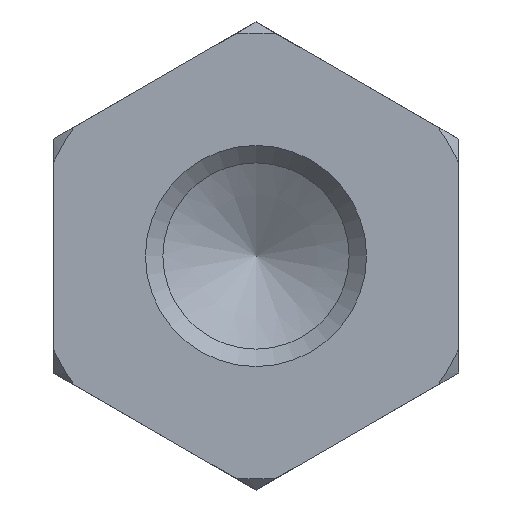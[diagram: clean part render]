
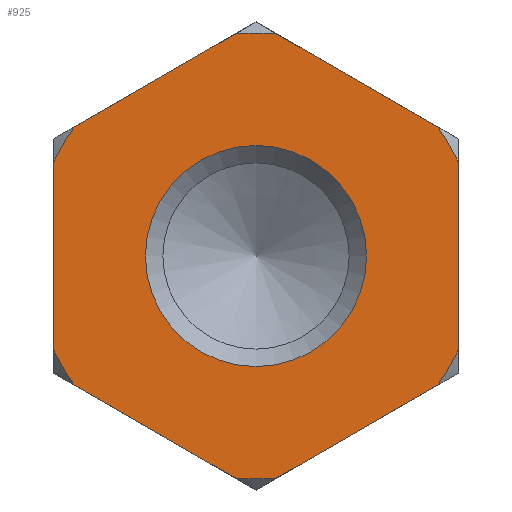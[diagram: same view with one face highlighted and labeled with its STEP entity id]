
A CAD part, front view. The second image highlights one B-rep face of the part: STEP entity #925.
In plain terms, the highlighted planar face has unit normal (0, -1, 0).
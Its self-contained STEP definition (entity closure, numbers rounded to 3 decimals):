
#925 = ADVANCED_FACE( '', ( #1856, #1857 ), #1858, .F. );
#1856 = FACE_BOUND( '', #2789, .T. );
#1857 = FACE_OUTER_BOUND( '', #2790, .T. );
#1858 = PLANE( '', #2791 );
#2789 = EDGE_LOOP( '', ( #5548 ) );
#2790 = EDGE_LOOP( '', ( #5549, #5550, #5551, #5552, #5553, #5554, #5555, #5556, #5557, #5558, #5559, #5560 ) );
#2791 = AXIS2_PLACEMENT_3D( '', #5561, #5562, #5563 );
#5548 = ORIENTED_EDGE( '', *, *, #6712, .F. );
#5549 = ORIENTED_EDGE( '', *, *, #6541, .F. );
#5550 = ORIENTED_EDGE( '', *, *, #6064, .T. );
#5551 = ORIENTED_EDGE( '', *, *, #5887, .F. );
#5552 = ORIENTED_EDGE( '', *, *, #6638, .T. );
#5553 = ORIENTED_EDGE( '', *, *, #5745, .F. );
#5554 = ORIENTED_EDGE( '', *, *, #6681, .T. );
#5555 = ORIENTED_EDGE( '', *, *, #6206, .F. );
#5556 = ORIENTED_EDGE( '', *, *, #6649, .T. );
#5557 = ORIENTED_EDGE( '', *, *, #6513, .F. );
#5558 = ORIENTED_EDGE( '', *, *, #6505, .T. );
#5559 = ORIENTED_EDGE( '', *, *, #6400, .F. );
#5560 = ORIENTED_EDGE( '', *, *, #5796, .T. );
#5561 = CARTESIAN_POINT( '', ( 12.1, 0., 0. ) );
#5562 = DIRECTION( '', ( 0., 1., 0. ) );
#5563 = DIRECTION( '', ( 0., 0., 1. ) );
#5745 = EDGE_CURVE( '', #6926, #6928, #6929, .T. );
#5796 = EDGE_CURVE( '', #7017, #7014, #7018, .T. );
#5887 = EDGE_CURVE( '', #7168, #7170, #7171, .T. );
#6064 = EDGE_CURVE( '', #7458, #7170, #7460, .T. );
#6206 = EDGE_CURVE( '', #7669, #7671, #7672, .T. );
#6400 = EDGE_CURVE( '', #7017, #7937, #7938, .T. );
#6505 = EDGE_CURVE( '', #8068, #7937, #8070, .T. );
#6513 = EDGE_CURVE( '', #8068, #8078, #8079, .T. );
#6541 = EDGE_CURVE( '', #7458, #7014, #8111, .T. );
#6638 = EDGE_CURVE( '', #7168, #6928, #8220, .T. );
#6649 = EDGE_CURVE( '', #7669, #8078, #8230, .T. );
#6681 = EDGE_CURVE( '', #6926, #7671, #8262, .T. );
#6712 = EDGE_CURVE( '', #8293, #8293, #8294, .T. );
#6926 = VERTEX_POINT( '', #8590 );
#6928 = VERTEX_POINT( '', #8595 );
#6929 = LINE( '', #8596, #8597 );
#7014 = VERTEX_POINT( '', #8724 );
#7017 = VERTEX_POINT( '', #8730 );
#7018 = CIRCLE( '', #8731, 12.1 );
#7168 = VERTEX_POINT( '', #8949 );
#7170 = VERTEX_POINT( '', #8954 );
#7171 = LINE( '', #8955, #8956 );
#7458 = VERTEX_POINT( '', #9369 );
#7460 = CIRCLE( '', #9374, 12.1 );
#7669 = VERTEX_POINT( '', #9690 );
#7671 = VERTEX_POINT( '', #9695 );
#7672 = LINE( '', #9696, #9697 );
#7937 = VERTEX_POINT( '', #10097 );
#7938 = LINE( '', #10098, #10099 );
#8068 = VERTEX_POINT( '', #10263 );
#8070 = CIRCLE( '', #10268, 12.1 );
#8078 = VERTEX_POINT( '', #10278 );
#8079 = LINE( '', #10279, #10280 );
#8111 = LINE( '', #10334, #10335 );
#8220 = CIRCLE( '', #10505, 12.1 );
#8230 = CIRCLE( '', #10516, 12.1 );
#8262 = CIRCLE( '', #10555, 12.1 );
#8293 = VERTEX_POINT( '', #10592 );
#8294 = CIRCLE( '', #10593, 6. );
#8590 = CARTESIAN_POINT( '', ( 9.865, 0., -7.006 ) );
#8595 = CARTESIAN_POINT( '', ( 1.135, 0., -12.047 ) );
#8596 = CARTESIAN_POINT( '', ( 14.575, 0., -4.287 ) );
#8597 = VECTOR( '', #10703, 1000. );
#8724 = CARTESIAN_POINT( '', ( -11., 0., 5.041 ) );
#8730 = CARTESIAN_POINT( '', ( -9.865, 0., 7.006 ) );
#8731 = AXIS2_PLACEMENT_3D( '', #10743, #10744, #10745 );
#8949 = CARTESIAN_POINT( '', ( -1.135, 0., -12.047 ) );
#8954 = CARTESIAN_POINT( '', ( -9.865, 0., -7.006 ) );
#8955 = CARTESIAN_POINT( '', ( 3.575, 0., -14.766 ) );
#8956 = VECTOR( '', #10835, 1000. );
#9369 = CARTESIAN_POINT( '', ( -11., 0., -5.041 ) );
#9374 = AXIS2_PLACEMENT_3D( '', #11019, #11020, #11021 );
#9690 = CARTESIAN_POINT( '', ( 11., 0., 5.041 ) );
#9695 = CARTESIAN_POINT( '', ( 11., 0., -5.041 ) );
#9696 = CARTESIAN_POINT( '', ( 11., 0., 0. ) );
#9697 = VECTOR( '', #11161, 1000. );
#10097 = CARTESIAN_POINT( '', ( -1.135, 0., 12.047 ) );
#10098 = CARTESIAN_POINT( '', ( 3.575, 0., 14.766 ) );
#10099 = VECTOR( '', #11343, 1000. );
#10263 = CARTESIAN_POINT( '', ( 1.135, 0., 12.047 ) );
#10268 = AXIS2_PLACEMENT_3D( '', #11511, #11512, #11513 );
#10278 = CARTESIAN_POINT( '', ( 9.865, 0., 7.006 ) );
#10279 = CARTESIAN_POINT( '', ( 14.575, 0., 4.287 ) );
#10280 = VECTOR( '', #11516, 1000. );
#10334 = CARTESIAN_POINT( '', ( -11., 0., 0. ) );
#10335 = VECTOR( '', #11533, 1000. );
#10505 = AXIS2_PLACEMENT_3D( '', #11595, #11596, #11597 );
#10516 = AXIS2_PLACEMENT_3D( '', #11599, #11600, #11601 );
#10555 = AXIS2_PLACEMENT_3D( '', #11609, #11610, #11611 );
#10592 = CARTESIAN_POINT( '', ( 0., 0., -6. ) );
#10593 = AXIS2_PLACEMENT_3D( '', #11618, #11619, #11620 );
#10703 = DIRECTION( '', ( -0.866, 0., -0.5 ) );
#10743 = CARTESIAN_POINT( '', ( 0., 0., 0. ) );
#10744 = DIRECTION( '', ( 0., -1., 0. ) );
#10745 = DIRECTION( '', ( 0., 0., -1. ) );
#10835 = DIRECTION( '', ( -0.866, 0., 0.5 ) );
#11019 = CARTESIAN_POINT( '', ( 0., 0., 0. ) );
#11020 = DIRECTION( '', ( 0., -1., 0. ) );
#11021 = DIRECTION( '', ( 0., 0., -1. ) );
#11161 = DIRECTION( '', ( 0., 0., -1. ) );
#11343 = DIRECTION( '', ( 0.866, 0., 0.5 ) );
#11511 = CARTESIAN_POINT( '', ( 0., 0., 0. ) );
#11512 = DIRECTION( '', ( 0., -1., 0. ) );
#11513 = DIRECTION( '', ( 0., 0., -1. ) );
#11516 = DIRECTION( '', ( 0.866, 0., -0.5 ) );
#11533 = DIRECTION( '', ( 0., 0., 1. ) );
#11595 = CARTESIAN_POINT( '', ( 0., 0., 0. ) );
#11596 = DIRECTION( '', ( 0., -1., 0. ) );
#11597 = DIRECTION( '', ( 0., 0., -1. ) );
#11599 = CARTESIAN_POINT( '', ( 0., 0., 0. ) );
#11600 = DIRECTION( '', ( 0., -1., 0. ) );
#11601 = DIRECTION( '', ( 0., 0., -1. ) );
#11609 = CARTESIAN_POINT( '', ( 0., 0., 0. ) );
#11610 = DIRECTION( '', ( 0., -1., 0. ) );
#11611 = DIRECTION( '', ( 0., 0., -1. ) );
#11618 = CARTESIAN_POINT( '', ( 0., 0., 0. ) );
#11619 = DIRECTION( '', ( 0., -1., 0. ) );
#11620 = DIRECTION( '', ( 0., 0., -1. ) );
